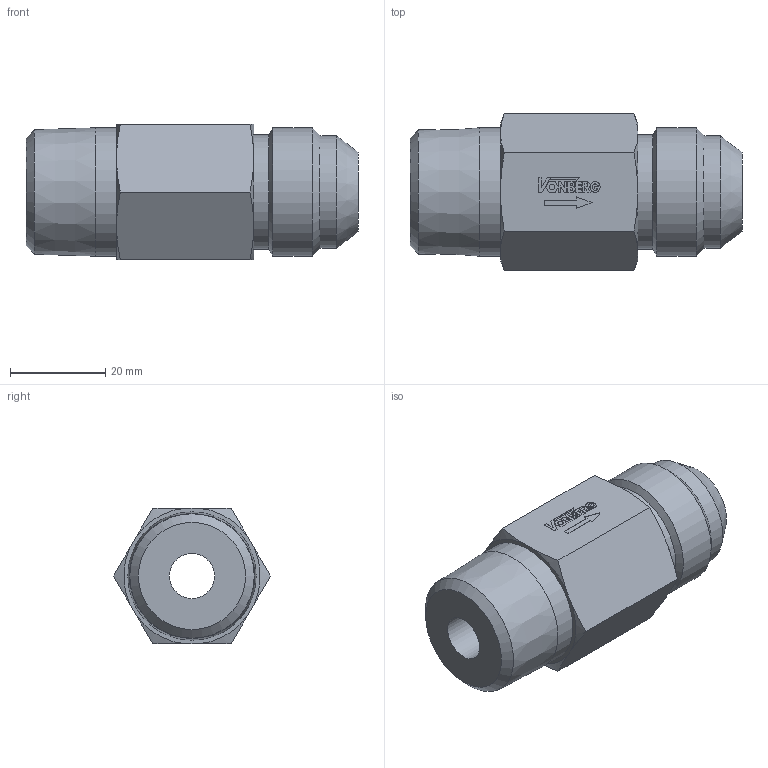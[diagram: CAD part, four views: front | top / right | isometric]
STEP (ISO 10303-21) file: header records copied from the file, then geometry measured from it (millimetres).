
FILE_DESCRIPTION((''),'2;1');
FILE_NAME('28051-506.stp','2015-02-16T09:09:51',('jml'),(''),'Autodesk Inventor 2010','Autodesk Inventor 2010','');
FILE_SCHEMA(('AUTOMOTIVE_DESIGN { 1 0 10303 214 1 1 1 1 }'));
Length unit declared in the file: inch
Products named in the file (1): 220248
Bounding box: 69.85 x 33 x 28.57 mm (x, y, z)
Volume: 36339.2 mm3; surface area: 9301.1 mm2
Topology: 1 solids, 1 shells, 130 faces, 333 edges, 220 vertices
Faces by surface type: plane 93, cylinder 19, cone 17, bspline 1
Full cylindrical faces by diameter (mm): 1.218 x1, 23.698 x1, 24.054 x1, 26.975 x1, 27 x1
Entity records: 3962 total; most frequent: CARTESIAN_POINT 736, ORIENTED_EDGE 642, DIRECTION 612, EDGE_CURVE 321, VECTOR 242, LINE 242, VERTEX_POINT 219, AXIS2_PLACEMENT_3D 185
